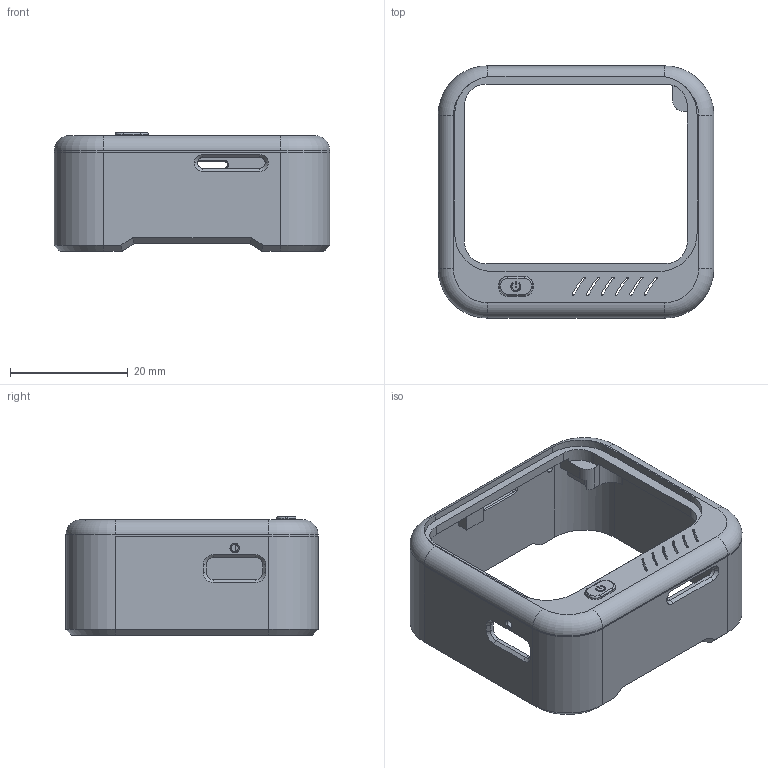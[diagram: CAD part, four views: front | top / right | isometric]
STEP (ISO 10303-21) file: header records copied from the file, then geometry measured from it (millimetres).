
FILE_DESCRIPTION(/* description */ (''),/* implementation_level */ '2;1');
FILE_NAME(/* name */ 'backup.step',/* time_stamp */ '2022-08-26T10:18:35+08:00',/* author */ (''),/* organization */ (''),/* preprocessor_version */ 'ST-DEVELOPER v19',/* originating_system */ 'Autodesk Translation Framework v11.7.0.108',/* authorisation */ '');
FILE_SCHEMA (('AUTOMOTIVE_DESIGN { 1 0 10303 214 3 1 1 }'));
Length unit declared in the file: millimetre
Products named in the file (3): ChappieCore; 外部1 v44; 按钮 v4
Assembly tree (2 placements, depth 2):
  ChappieCore
    外部1 v44
    按钮 v4
Bounding box: 46.77 x 42.77 x 20.1 mm (x, y, z)
Volume: 5205.7 mm3; surface area: 7790.8 mm2
Topology: 2 solids, 2 shells, 536 faces, 1446 edges, 935 vertices
Faces by surface type: plane 230, bspline 190, cylinder 73, cone 27, torus 16
Full cylindrical faces by diameter (mm): 1.2 x2, 1.7 x2
Entity records: 18772 total; most frequent: CARTESIAN_POINT 6369, ORIENTED_EDGE 2890, DIRECTION 1964, EDGE_CURVE 1445, VERTEX_POINT 935, LINE 856, VECTOR 856, EDGE_LOOP 584
